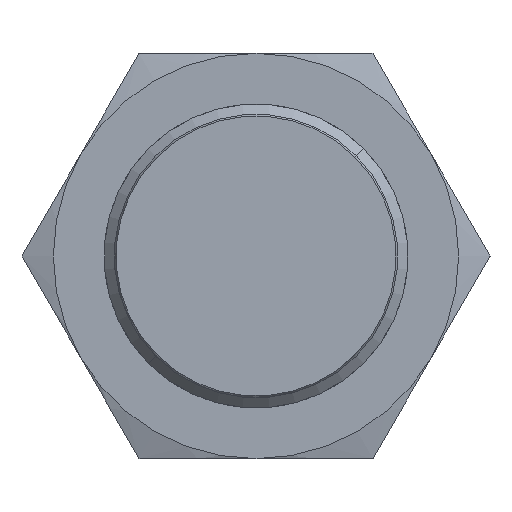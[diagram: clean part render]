
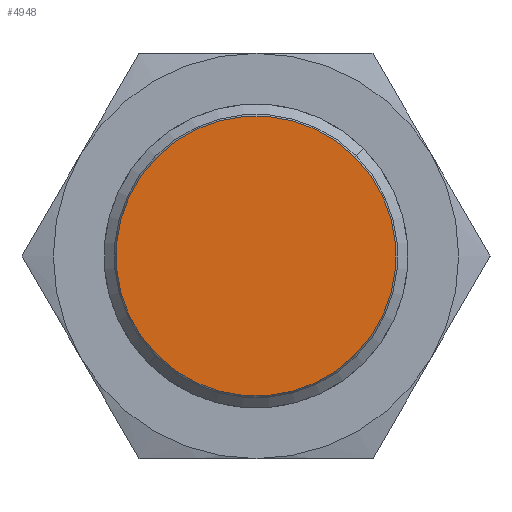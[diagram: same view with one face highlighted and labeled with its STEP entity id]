
A CAD part, left-side view. The second image highlights one B-rep face of the part: STEP entity #4948.
In plain terms, the highlighted planar face has unit normal (-1, 0, 0).
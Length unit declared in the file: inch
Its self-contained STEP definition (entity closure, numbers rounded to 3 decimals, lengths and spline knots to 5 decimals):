
#97 = DIRECTION ( 'NONE',  ( 1., 0., 0. ) ) ;
#859 = DIRECTION ( 'NONE',  ( 1., 0., 0. ) ) ;
#1169 = CIRCLE ( 'NONE', #10814, 0.32638 ) ;
#1357 = DIRECTION ( 'NONE',  ( -1., 0., 0. ) ) ;
#1654 = CARTESIAN_POINT ( 'NONE',  ( 0., 0., 0. ) ) ;
#2049 = ORIENTED_EDGE ( 'NONE', *, *, #7299, .F. ) ;
#2480 = ORIENTED_EDGE ( 'NONE', *, *, #6330, .F. ) ;
#4869 = VERTEX_POINT ( 'NONE', #7706 ) ;
#4948 = ADVANCED_FACE ( 'NONE', ( #5881 ), #5818, .T. ) ;
#5171 = CARTESIAN_POINT ( 'NONE',  ( 0., 0.23078, -0.23078 ) ) ;
#5818 = PLANE ( 'NONE',  #13352 ) ;
#5881 = FACE_OUTER_BOUND ( 'NONE', #6543, .T. ) ;
#6330 = EDGE_CURVE ( 'NONE', #13587, #4869, #10177, .T. ) ;
#6543 = EDGE_LOOP ( 'NONE', ( #2049, #2480 ) ) ;
#7189 = AXIS2_PLACEMENT_3D ( 'NONE', #1654, #859, #13664 ) ;
#7299 = EDGE_CURVE ( 'NONE', #4869, #13587, #1169, .T. ) ;
#7706 = CARTESIAN_POINT ( 'NONE',  ( 0., -0.23078, 0.23078 ) ) ;
#7795 = DIRECTION ( 'NONE',  ( 0., 0., 1. ) ) ;
#10177 = CIRCLE ( 'NONE', #7189, 0.32638 ) ;
#10814 = AXIS2_PLACEMENT_3D ( 'NONE', #12106, #97, #7795 ) ;
#12106 = CARTESIAN_POINT ( 'NONE',  ( 0., 0., 0. ) ) ;
#13352 = AXIS2_PLACEMENT_3D ( 'NONE', #13445, #1357, #13726 ) ;
#13445 = CARTESIAN_POINT ( 'NONE',  ( 0., 0., 0. ) ) ;
#13587 = VERTEX_POINT ( 'NONE', #5171 ) ;
#13664 = DIRECTION ( 'NONE',  ( 0., 0., 1. ) ) ;
#13726 = DIRECTION ( 'NONE',  ( 0., 0., 1. ) ) ;
